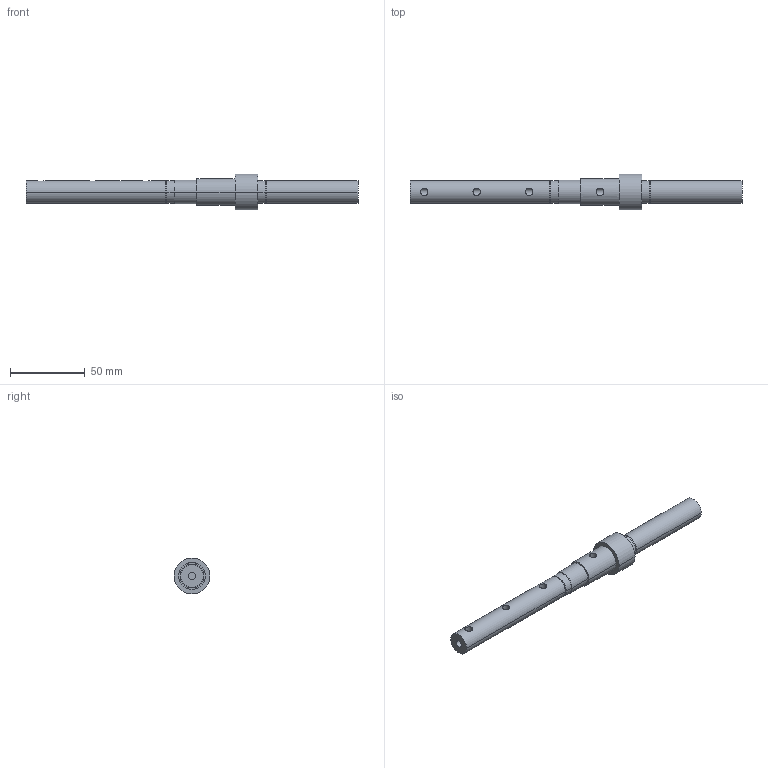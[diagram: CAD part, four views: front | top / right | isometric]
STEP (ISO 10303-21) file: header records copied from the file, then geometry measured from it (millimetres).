
FILE_DESCRIPTION(/* description */ ('VariCAD 2022-1.06 AP-214'),/* implementation_level */ '2;1');
FILE_NAME(/* name */ 'shaft.stp',/* time_stamp */ '2022-04-17T22:40:56-05:00',/* author */ (''),/* organization */ (''),/* preprocessor_version */ 'VariCAD 2022-1.06',/* originating_system */ 'VariCAD 2022-1.06; kernel version (20180118)',/* authorisation */ '');
FILE_SCHEMA(('AUTOMOTIVE_DESIGN'));
Length unit declared in the file: millimetre
Products named in the file (2): shaft
Assembly tree (1 placements, depth 2):
  shaft
    (unnamed)
Bounding box: 221.4 x 24 x 24 mm (x, y, z)
Volume: 42599.2 mm3; surface area: 14356.7 mm2
Topology: 1 solids, 1 shells, 46 faces, 104 edges, 65 vertices
Faces by surface type: cylinder 35, plane 11
Entity records: 1598 total; most frequent: CARTESIAN_POINT 506, DIRECTION 224, ORIENTED_EDGE 208, EDGE_CURVE 104, AXIS2_PLACEMENT_3D 93, VERTEX_POINT 65, EDGE_LOOP 59, ADVANCED_FACE 46
